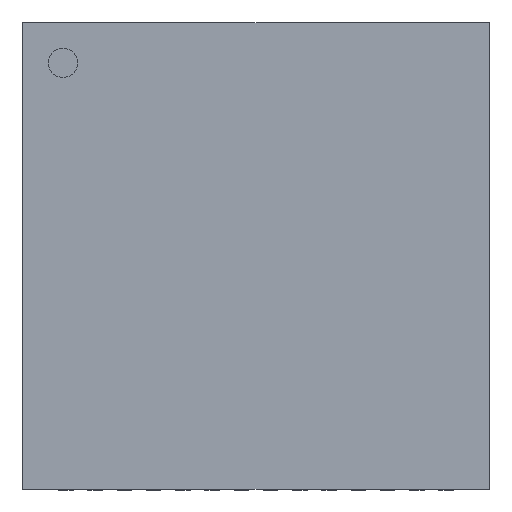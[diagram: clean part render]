
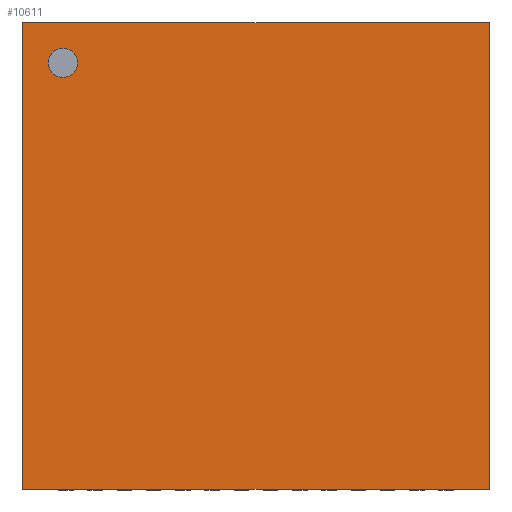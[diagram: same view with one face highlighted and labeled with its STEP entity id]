
A CAD part, top view. The second image highlights one B-rep face of the part: STEP entity #10611.
In plain terms, the highlighted planar face has unit normal (0, 0, 1).
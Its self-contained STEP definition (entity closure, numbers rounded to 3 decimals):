
#13=DIRECTION('',(0.,0.,1.));
#28=VECTOR('',#29,1.);
#29=DIRECTION('',(0.,-1.,0.));
#37=VECTOR('',#38,1.);
#38=DIRECTION('',(1.,0.));
#39=( GEOMETRIC_REPRESENTATION_CONTEXT(2) PARAMETRIC_REPRESENTATION_CONTEXT() REPRESENTATION_CONTEXT('2D SPACE','') );
#43=DIRECTION('',(1.,0.,0.));
#44=DEFINITIONAL_REPRESENTATION('',(#45),#39);
#45=LINE('',#46,#37);
#46=CARTESIAN_POINT('',(0.,0.));
#53=VECTOR('',#43,1.);
#58=VECTOR('',#59,1.);
#59=DIRECTION('',(0.,1.));
#95=VECTOR('',#96,1.);
#96=DIRECTION('',(0.,-1.));
#148=CARTESIAN_POINT('',(-3.99,3.99,0.02));
#289=DEFINITIONAL_REPRESENTATION('',(#290),#39);
#290=LINE('',#46,#58);
#292=PLANE('',#293);
#293=AXIS2_PLACEMENT_3D('',#148,#29,#13);
#302=PLANE('',#303);
#303=AXIS2_PLACEMENT_3D('',#148,#43,#13);
#335=DIRECTION('',(-0.,0.,-1.));
#353=VECTOR('',#354,1.);
#354=DIRECTION('',(1.,-0.));
#1123=CARTESIAN_POINT('',(-3.99,-3.99,0.02));
#1131=DEFINITIONAL_REPRESENTATION('',(#1132),#39);
#1132=LINE('',#1133,#58);
#1133=CARTESIAN_POINT('',(7.98,0.));
#1135=PLANE('',#1136);
#1136=AXIS2_PLACEMENT_3D('',#1123,#29,#13);
#1168=DIRECTION('',(0.,-0.,-1.));
#1954=CARTESIAN_POINT('',(3.99,3.99,0.02));
#1956=DEFINITIONAL_REPRESENTATION('',(#1957),#39);
#1957=LINE('',#1958,#37);
#1958=CARTESIAN_POINT('',(0.,7.98));
#1960=PLANE('',#1961);
#1961=AXIS2_PLACEMENT_3D('',#1954,#43,#13);
#3585=ORIENTED_EDGE('',*,*,#3586,.F.);
#3586=EDGE_CURVE('',#3587,#3589,#3591,.T.);
#3587=VERTEX_POINT('',#3588);
#3588=CARTESIAN_POINT('',(-3.99,3.99,1.));
#3589=VERTEX_POINT('',#3590);
#3590=CARTESIAN_POINT('',(3.99,3.99,1.));
#3591=SURFACE_CURVE('',#3592,(#3593,#3597),.PCURVE_S1.);
#3592=LINE('',#3588,#53);
#3593=PCURVE('',#292,#3594);
#3594=DEFINITIONAL_REPRESENTATION('',(#3595),#39);
#3595=LINE('',#3596,#95);
#3596=CARTESIAN_POINT('',(0.98,0.));
#3597=PCURVE('',#3598,#289);
#3598=PLANE('',#3599);
#3599=AXIS2_PLACEMENT_3D('',#3588,#13,#29);
#4246=ORIENTED_EDGE('',*,*,#4247,.T.);
#4247=EDGE_CURVE('',#3587,#4248,#4250,.T.);
#4248=VERTEX_POINT('',#4249);
#4249=CARTESIAN_POINT('',(-3.99,-3.99,1.));
#4250=SURFACE_CURVE('',#4251,(#4252,#4255),.PCURVE_S1.);
#4251=LINE('',#3588,#28);
#4252=PCURVE('',#302,#4253);
#4253=DEFINITIONAL_REPRESENTATION('',(#4254),#39);
#4254=LINE('',#3596,#58);
#4255=PCURVE('',#3598,#44);
#7354=EDGE_CURVE('',#3589,#7355,#7357,.T.);
#7355=VERTEX_POINT('',#7356);
#7356=CARTESIAN_POINT('',(3.99,-3.99,1.));
#7357=SURFACE_CURVE('',#7358,(#7359,#7360),.PCURVE_S1.);
#7358=LINE('',#3590,#28);
#7359=PCURVE('',#1960,#4253);
#7360=PCURVE('',#3598,#1956);
#7797=EDGE_CURVE('',#4248,#7355,#7798,.T.);
#7798=SURFACE_CURVE('',#7799,(#7800,#7801),.PCURVE_S1.);
#7799=LINE('',#4249,#53);
#7800=PCURVE('',#1135,#3594);
#7801=PCURVE('',#3598,#1131);
#10611=ADVANCED_FACE('',(#10612,#10616),#3598,.T.);
#10612=FACE_BOUND('',#10613,.T.);
#10613=EDGE_LOOP('',(#3585,#4246,#10614,#10615));
#10614=ORIENTED_EDGE('',*,*,#7797,.T.);
#10615=ORIENTED_EDGE('',*,*,#7354,.F.);
#10616=FACE_BOUND('',#10617,.T.);
#10617=EDGE_LOOP('',(#10618));
#10618=ORIENTED_EDGE('',*,*,#10619,.T.);
#10619=EDGE_CURVE('',#10620,#10620,#10622,.T.);
#10620=VERTEX_POINT('',#10621);
#10621=CARTESIAN_POINT('',(-3.3,3.05,1.));
#10622=SURFACE_CURVE('',#10623,(#10626,#10635),.PCURVE_S1.);
#10623=CIRCLE('',#10624,0.25);
#10624=AXIS2_PLACEMENT_3D('',#10625,#1168,#29);
#10625=CARTESIAN_POINT('',(-3.3,3.3,1.));
#10626=PCURVE('',#3598,#10627);
#10627=DEFINITIONAL_REPRESENTATION('',(#10628),#39);
#10628=( BOUNDED_CURVE() B_SPLINE_CURVE(2,(#10629,#10630,#10631,#10632,#10633,#10634,#10629),.UNSPECIFIED.,.T.,.F.) B_SPLINE_CURVE_WITH_KNOTS((1,2,2,2,2,1),(-2.094,0.,2.094,4.189,6.283,8.378),.UNSPECIFIED.) CURVE() GEOMETRIC_REPRESENTATION_ITEM() RATIONAL_B_SPLINE_CURVE((1.,0.5,1.,0.5,1.,0.5,1.)) REPRESENTATION_ITEM('') );
#10629=CARTESIAN_POINT('',(0.94,0.69));
#10630=CARTESIAN_POINT('',(0.94,0.257));
#10631=CARTESIAN_POINT('',(0.565,0.473));
#10632=CARTESIAN_POINT('',(0.19,0.69));
#10633=CARTESIAN_POINT('',(0.565,0.907));
#10634=CARTESIAN_POINT('',(0.94,1.123));
#10635=PCURVE('',#10636,#10639);
#10636=CYLINDRICAL_SURFACE('',#10637,0.25);
#10637=AXIS2_PLACEMENT_3D('',#10638,#335,#29);
#10638=CARTESIAN_POINT('',(-3.3,3.3,1.01));
#10639=DEFINITIONAL_REPRESENTATION('',(#10640),#39);
#10640=LINE('',#10641,#353);
#10641=CARTESIAN_POINT('',(-6.283,0.01));
